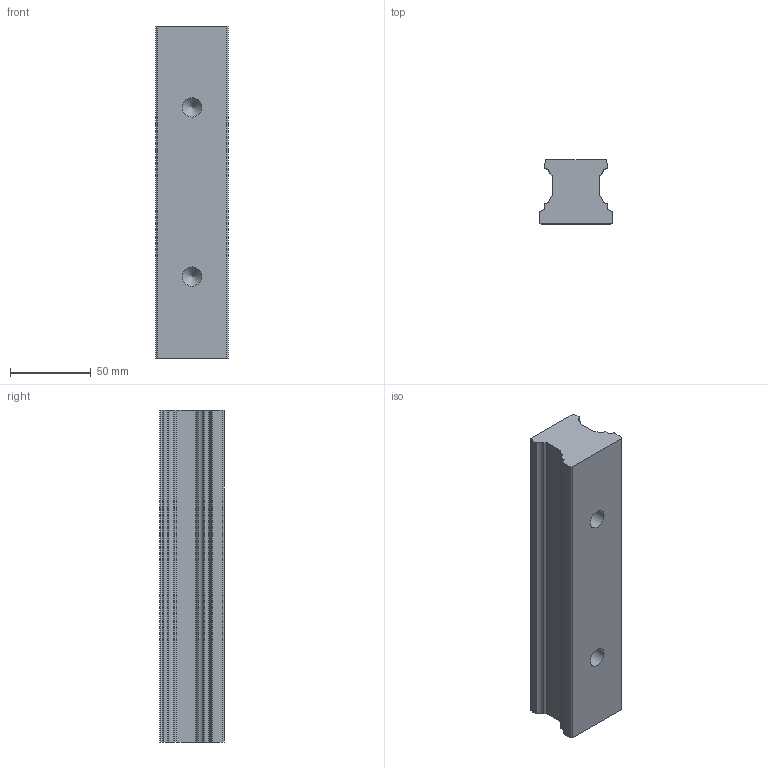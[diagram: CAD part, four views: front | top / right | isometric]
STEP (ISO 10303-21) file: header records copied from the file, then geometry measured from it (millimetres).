
FILE_DESCRIPTION (( 'STEP AP214' ), '1' );
FILE_NAME ('Rexroth-Ball-Rail-R160740431-206-50.5.step', '2020-07-02T11:30:41', ( '' ), ( '' ), 'SwSTEP 2.0', 'SolidWorks 2010', '' );
FILE_SCHEMA (( 'AUTOMOTIVE_DESIGN' ));
Length unit declared in the file: millimetre
Products named in the file (1): Rexroth-Ball-Rail-R160740431-206-50.5
Bounding box: 45 x 39.85 x 206 mm (x, y, z)
Volume: 287719.3 mm3; surface area: 40242.4 mm2
Topology: 1 solids, 1 shells, 56 faces, 160 edges, 106 vertices
Faces by surface type: cylinder 30, plane 24, cone 2
Full cylindrical faces by diameter (mm): 12 x2
Entity records: 1844 total; most frequent: DIRECTION 328, CARTESIAN_POINT 315, ORIENTED_EDGE 308, EDGE_CURVE 154, AXIS2_PLACEMENT_3D 117, VERTEX_POINT 104, LINE 94, VECTOR 94
